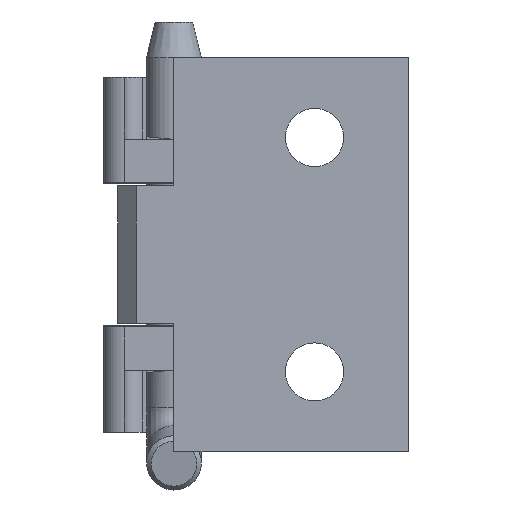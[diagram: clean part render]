
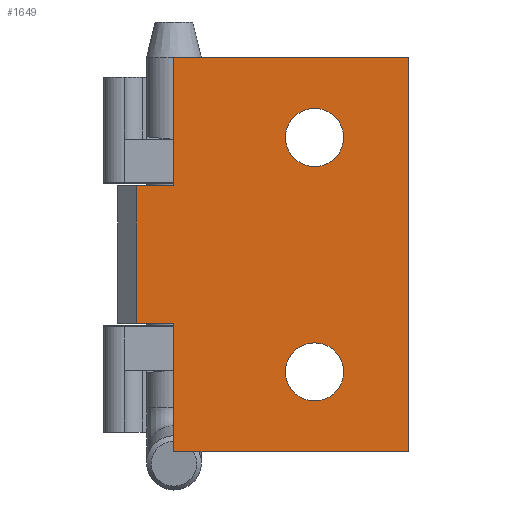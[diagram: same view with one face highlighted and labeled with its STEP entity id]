
A CAD part, front view. The second image highlights one B-rep face of the part: STEP entity #1649.
In plain terms, the highlighted planar face has unit normal (0, -1, 0).
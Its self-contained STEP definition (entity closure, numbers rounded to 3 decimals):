
#23 = VECTOR ( 'NONE', #4558, 1000. ) ;
#75 = EDGE_CURVE ( 'NONE', #2123, #1462, #4807, .T. ) ;
#148 = CARTESIAN_POINT ( 'NONE',  ( -54.512, -13.029, -79.6 ) ) ;
#152 = VERTEX_POINT ( 'NONE', #625 ) ;
#155 = CARTESIAN_POINT ( 'NONE',  ( -54.512, -13.029, -51.5 ) ) ;
#210 = VECTOR ( 'NONE', #5591, 1000. ) ;
#348 = EDGE_CURVE ( 'NONE', #367, #1896, #1666, .T. ) ;
#367 = VERTEX_POINT ( 'NONE', #3499 ) ;
#490 = DIRECTION ( 'NONE',  ( 0., 0., 1. ) ) ;
#605 = EDGE_CURVE ( 'NONE', #5100, #1462, #3352, .T. ) ;
#612 = CARTESIAN_POINT ( 'NONE',  ( -54.512, -13.029, -51.5 ) ) ;
#625 = CARTESIAN_POINT ( 'NONE',  ( -54.512, -13.029, -48.4 ) ) ;
#704 = CARTESIAN_POINT ( 'NONE',  ( -54.512, -13.029, -76.5 ) ) ;
#761 = CARTESIAN_POINT ( 'NONE',  ( -44.512, -13.029, -84.999 ) ) ;
#786 = DIRECTION ( 'NONE',  ( -1., 0., 0. ) ) ;
#843 = LINE ( 'NONE', #2741, #3975 ) ;
#849 = EDGE_CURVE ( 'NONE', #3535, #5186, #3120, .T. ) ;
#871 = CARTESIAN_POINT ( 'NONE',  ( -54.512, -13.029, -73.4 ) ) ;
#1060 = EDGE_CURVE ( 'NONE', #4487, #2123, #5249, .T. ) ;
#1064 = ORIENTED_EDGE ( 'NONE', *, *, #3251, .T. ) ;
#1138 = DIRECTION ( 'NONE',  ( 0., 1., 0. ) ) ;
#1339 = CIRCLE ( 'NONE', #4025, 3.1 ) ;
#1438 = EDGE_LOOP ( 'NONE', ( #2890, #1064, #2679, #5054, #4788, #3448, #3762, #2801 ) ) ;
#1452 = CARTESIAN_POINT ( 'NONE',  ( -54.512, -13.029, -76.5 ) ) ;
#1462 = VERTEX_POINT ( 'NONE', #2977 ) ;
#1474 = CARTESIAN_POINT ( 'NONE',  ( -44.512, -13.029, -43.001 ) ) ;
#1504 = EDGE_CURVE ( 'NONE', #152, #5424, #1339, .T. ) ;
#1649 = ADVANCED_FACE ( 'NONE', ( #1854, #5747, #1819 ), #3744, .F. ) ;
#1666 = LINE ( 'NONE', #4371, #4450 ) ;
#1703 = VECTOR ( 'NONE', #2337, 1000. ) ;
#1819 = FACE_OUTER_BOUND ( 'NONE', #1438, .T. ) ;
#1854 = FACE_BOUND ( 'NONE', #2963, .T. ) ;
#1859 = ORIENTED_EDGE ( 'NONE', *, *, #2985, .T. ) ;
#1896 = VERTEX_POINT ( 'NONE', #5442 ) ;
#1928 = EDGE_CURVE ( 'NONE', #5424, #152, #5640, .T. ) ;
#2043 = DIRECTION ( 'NONE',  ( 0., 0., -1. ) ) ;
#2051 = DIRECTION ( 'NONE',  ( 0., 0., -1. ) ) ;
#2123 = VERTEX_POINT ( 'NONE', #1474 ) ;
#2216 = VERTEX_POINT ( 'NONE', #4072 ) ;
#2268 = ORIENTED_EDGE ( 'NONE', *, *, #1928, .T. ) ;
#2337 = DIRECTION ( 'NONE',  ( -1., 0., 0. ) ) ;
#2474 = CARTESIAN_POINT ( 'NONE',  ( -73.512, -13.029, -71.35 ) ) ;
#2590 = EDGE_LOOP ( 'NONE', ( #2268, #6115 ) ) ;
#2630 = DIRECTION ( 'NONE',  ( 0., 0., -1. ) ) ;
#2679 = ORIENTED_EDGE ( 'NONE', *, *, #4111, .F. ) ;
#2741 = CARTESIAN_POINT ( 'NONE',  ( -73.512, -13.029, -84.999 ) ) ;
#2801 = ORIENTED_EDGE ( 'NONE', *, *, #605, .F. ) ;
#2890 = ORIENTED_EDGE ( 'NONE', *, *, #3940, .T. ) ;
#2935 = VERTEX_POINT ( 'NONE', #2474 ) ;
#2963 = EDGE_LOOP ( 'NONE', ( #3364, #1859 ) ) ;
#2977 = CARTESIAN_POINT ( 'NONE',  ( -69.512, -13.029, -43.001 ) ) ;
#2985 = EDGE_CURVE ( 'NONE', #5186, #3535, #3265, .T. ) ;
#3038 = LINE ( 'NONE', #3067, #6114 ) ;
#3067 = CARTESIAN_POINT ( 'NONE',  ( -69.512, -13.029, -56.65 ) ) ;
#3094 = DIRECTION ( 'NONE',  ( 0., 0., -1. ) ) ;
#3120 = CIRCLE ( 'NONE', #3917, 3.1 ) ;
#3148 = LINE ( 'NONE', #5057, #5507 ) ;
#3235 = CARTESIAN_POINT ( 'NONE',  ( -44.512, -13.029, -43.001 ) ) ;
#3251 = EDGE_CURVE ( 'NONE', #2216, #2935, #843, .T. ) ;
#3265 = CIRCLE ( 'NONE', #5758, 3.1 ) ;
#3347 = DIRECTION ( 'NONE',  ( 0., 1., 0. ) ) ;
#3352 = LINE ( 'NONE', #6097, #210 ) ;
#3364 = ORIENTED_EDGE ( 'NONE', *, *, #849, .T. ) ;
#3448 = ORIENTED_EDGE ( 'NONE', *, *, #1060, .T. ) ;
#3457 = CARTESIAN_POINT ( 'NONE',  ( -54.512, -13.029, -54.6 ) ) ;
#3470 = DIRECTION ( 'NONE',  ( -1., 0., 0. ) ) ;
#3471 = DIRECTION ( 'NONE',  ( 0., 0., -1. ) ) ;
#3499 = CARTESIAN_POINT ( 'NONE',  ( -69.512, -13.029, -71.35 ) ) ;
#3535 = VERTEX_POINT ( 'NONE', #148 ) ;
#3744 = PLANE ( 'NONE',  #4414 ) ;
#3762 = ORIENTED_EDGE ( 'NONE', *, *, #75, .T. ) ;
#3806 = DIRECTION ( 'NONE',  ( 0., 0., -1. ) ) ;
#3917 = AXIS2_PLACEMENT_3D ( 'NONE', #704, #5034, #2630 ) ;
#3940 = EDGE_CURVE ( 'NONE', #5100, #2216, #3038, .T. ) ;
#3957 = CARTESIAN_POINT ( 'NONE',  ( -69.512, -13.029, -56.65 ) ) ;
#3975 = VECTOR ( 'NONE', #5029, 1000. ) ;
#4025 = AXIS2_PLACEMENT_3D ( 'NONE', #612, #1138, #2043 ) ;
#4061 = VECTOR ( 'NONE', #490, 1000. ) ;
#4072 = CARTESIAN_POINT ( 'NONE',  ( -73.512, -13.029, -56.65 ) ) ;
#4111 = EDGE_CURVE ( 'NONE', #367, #2935, #3148, .T. ) ;
#4198 = CARTESIAN_POINT ( 'NONE',  ( -44.512, -13.029, -84.999 ) ) ;
#4247 = DIRECTION ( 'NONE',  ( 0., 1., 0. ) ) ;
#4371 = CARTESIAN_POINT ( 'NONE',  ( -69.512, -13.029, -71.35 ) ) ;
#4384 = DIRECTION ( 'NONE',  ( 0., 1., 0. ) ) ;
#4414 = AXIS2_PLACEMENT_3D ( 'NONE', #5150, #4247, #3806 ) ;
#4450 = VECTOR ( 'NONE', #3471, 1000. ) ;
#4487 = VERTEX_POINT ( 'NONE', #5622 ) ;
#4558 = DIRECTION ( 'NONE',  ( -1., 0., 0. ) ) ;
#4644 = AXIS2_PLACEMENT_3D ( 'NONE', #155, #4384, #2051 ) ;
#4788 = ORIENTED_EDGE ( 'NONE', *, *, #4841, .F. ) ;
#4807 = LINE ( 'NONE', #3235, #1703 ) ;
#4841 = EDGE_CURVE ( 'NONE', #4487, #1896, #5033, .T. ) ;
#5029 = DIRECTION ( 'NONE',  ( 0., 0., -1. ) ) ;
#5033 = LINE ( 'NONE', #761, #23 ) ;
#5034 = DIRECTION ( 'NONE',  ( 0., 1., 0. ) ) ;
#5054 = ORIENTED_EDGE ( 'NONE', *, *, #348, .T. ) ;
#5057 = CARTESIAN_POINT ( 'NONE',  ( -69.512, -13.029, -71.35 ) ) ;
#5100 = VERTEX_POINT ( 'NONE', #3957 ) ;
#5150 = CARTESIAN_POINT ( 'NONE',  ( -44.512, -13.029, -84.999 ) ) ;
#5186 = VERTEX_POINT ( 'NONE', #871 ) ;
#5249 = LINE ( 'NONE', #4198, #4061 ) ;
#5424 = VERTEX_POINT ( 'NONE', #3457 ) ;
#5442 = CARTESIAN_POINT ( 'NONE',  ( -69.512, -13.029, -84.999 ) ) ;
#5507 = VECTOR ( 'NONE', #786, 1000. ) ;
#5591 = DIRECTION ( 'NONE',  ( 0., 0., 1. ) ) ;
#5622 = CARTESIAN_POINT ( 'NONE',  ( -44.512, -13.029, -84.999 ) ) ;
#5640 = CIRCLE ( 'NONE', #4644, 3.1 ) ;
#5747 = FACE_BOUND ( 'NONE', #2590, .T. ) ;
#5758 = AXIS2_PLACEMENT_3D ( 'NONE', #1452, #3347, #3094 ) ;
#6097 = CARTESIAN_POINT ( 'NONE',  ( -69.512, -13.029, -56.65 ) ) ;
#6114 = VECTOR ( 'NONE', #3470, 1000. ) ;
#6115 = ORIENTED_EDGE ( 'NONE', *, *, #1504, .T. ) ;
